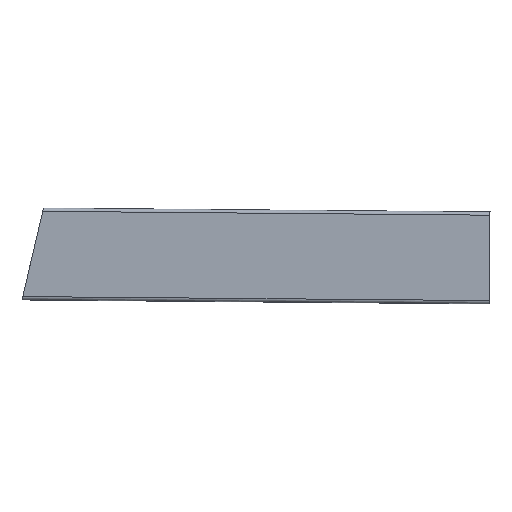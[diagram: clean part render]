
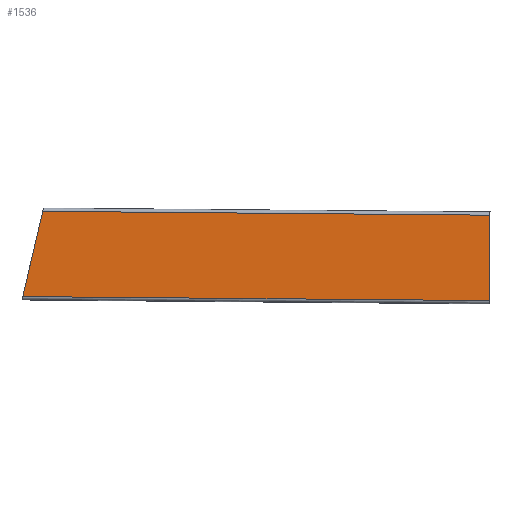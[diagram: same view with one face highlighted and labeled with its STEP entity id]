
A CAD part, top view. The second image highlights one B-rep face of the part: STEP entity #1536.
In plain terms, the highlighted planar face has unit normal (-0.001, 0, 1).
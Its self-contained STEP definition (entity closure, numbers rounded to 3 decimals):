
#24 = VERTEX_POINT('',#25);
#25 = CARTESIAN_POINT('',(-166.483,31.763,
    18.748));
#34 = PLANE('',#35);
#35 = AXIS2_PLACEMENT_3D('',#36,#37,#38);
#36 = CARTESIAN_POINT('',(-173.941,-0.674,-271.256
    ));
#37 = DIRECTION('',(0.974,-0.228,0.001));
#38 = DIRECTION('',(0.228,0.974,0.));
#48 = CYLINDRICAL_SURFACE('',#49,2.5);
#49 = AXIS2_PLACEMENT_3D('',#50,#51,#52);
#50 = CARTESIAN_POINT('',(173.825,28.843,
    16.423));
#51 = DIRECTION('',(-1.,0.009,
    -0.001));
#52 = DIRECTION('',(-0.001,0.,1.
    ));
#82 = EDGE_CURVE('',#83,#24,#85,.T.);
#83 = VERTEX_POINT('',#84);
#84 = CARTESIAN_POINT('',(-181.697,-33.109,18.74)
  );
#85 = SURFACE_CURVE('',#86,(#90,#97),.PCURVE_S1.);
#86 = LINE('',#87,#88);
#87 = CARTESIAN_POINT('',(-181.697,-33.109,18.74)
  );
#88 = VECTOR('',#89,1.);
#89 = DIRECTION('',(0.228,0.974,0.));
#90 = PCURVE('',#34,#91);
#91 = DEFINITIONAL_REPRESENTATION('',(#92),#96);
#92 = LINE('',#93,#94);
#93 = CARTESIAN_POINT('',(-33.316,290.));
#94 = VECTOR('',#95,1.);
#95 = DIRECTION('',(1.,0.));
#96 = ( GEOMETRIC_REPRESENTATION_CONTEXT(2) 
PARAMETRIC_REPRESENTATION_CONTEXT() REPRESENTATION_CONTEXT('2D SPACE',''
  ) );
#97 = PCURVE('',#98,#103);
#98 = PLANE('',#99);
#99 = AXIS2_PLACEMENT_3D('',#100,#101,#102);
#100 = CARTESIAN_POINT('',(173.266,-36.155,
    18.923));
#101 = DIRECTION('',(-0.001,0.,
    1.));
#102 = DIRECTION('',(0.009,1.,
    0.));
#103 = DEFINITIONAL_REPRESENTATION('',(#104),#108);
#104 = LINE('',#105,#106);
#105 = CARTESIAN_POINT('',(0.,354.976));
#106 = VECTOR('',#107,1.);
#107 = DIRECTION('',(0.976,-0.22));
#108 = ( GEOMETRIC_REPRESENTATION_CONTEXT(2) 
PARAMETRIC_REPRESENTATION_CONTEXT() REPRESENTATION_CONTEXT('2D SPACE',''
  ) );
#130 = CYLINDRICAL_SURFACE('',#131,2.5);
#131 = AXIS2_PLACEMENT_3D('',#132,#133,#134);
#132 = CARTESIAN_POINT('',(173.267,-36.155,
    16.423));
#133 = DIRECTION('',(-1.,0.009,
    -0.001));
#134 = DIRECTION('',(-0.001,0.,
    1.));
#673 = EDGE_CURVE('',#674,#24,#676,.T.);
#674 = VERTEX_POINT('',#675);
#675 = CARTESIAN_POINT('',(173.824,28.843,
    18.923));
#676 = SURFACE_CURVE('',#677,(#681,#710),.PCURVE_S1.);
#677 = LINE('',#678,#679);
#678 = CARTESIAN_POINT('',(173.824,28.843,
    18.923));
#679 = VECTOR('',#680,1.);
#680 = DIRECTION('',(-1.,0.009,
    -0.001));
#681 = PCURVE('',#48,#682);
#682 = DEFINITIONAL_REPRESENTATION('',(#683),#709);
#683 = B_SPLINE_CURVE_WITH_KNOTS('',3,(#684,#685,#686,#687,#688,#689,
    #690,#691,#692,#693,#694,#695,#696,#697,#698,#699,#700,#701,#702,
    #703,#704,#705,#706,#707,#708),.UNSPECIFIED.,.F.,.F.,(4,1,1,1,1,1,1,
    1,1,1,1,1,1,1,1,1,1,1,1,1,1,1,4),(0.,15.469,30.938
    ,46.407,61.876,77.345,92.814,
    108.283,123.752,139.221,154.691,
    170.16,185.629,201.098,216.567,
    232.036,247.505,262.974,278.443,
    293.912,309.381,324.85,340.319),
  .QUASI_UNIFORM_KNOTS.);
#684 = CARTESIAN_POINT('',(0.,0.));
#685 = CARTESIAN_POINT('',(0.,5.156));
#686 = CARTESIAN_POINT('',(0.,15.469));
#687 = CARTESIAN_POINT('',(0.,30.938));
#688 = CARTESIAN_POINT('',(0.,46.407));
#689 = CARTESIAN_POINT('',(0.,61.876));
#690 = CARTESIAN_POINT('',(0.,77.345));
#691 = CARTESIAN_POINT('',(0.,92.814));
#692 = CARTESIAN_POINT('',(0.,108.283));
#693 = CARTESIAN_POINT('',(0.,123.752));
#694 = CARTESIAN_POINT('',(0.,139.221));
#695 = CARTESIAN_POINT('',(0.,154.691));
#696 = CARTESIAN_POINT('',(0.,170.16));
#697 = CARTESIAN_POINT('',(0.,185.629));
#698 = CARTESIAN_POINT('',(0.,201.098));
#699 = CARTESIAN_POINT('',(0.,216.567));
#700 = CARTESIAN_POINT('',(0.,232.036));
#701 = CARTESIAN_POINT('',(0.,247.505));
#702 = CARTESIAN_POINT('',(0.,262.974));
#703 = CARTESIAN_POINT('',(0.,278.443));
#704 = CARTESIAN_POINT('',(0.,293.912));
#705 = CARTESIAN_POINT('',(0.,309.381));
#706 = CARTESIAN_POINT('',(0.,324.85));
#707 = CARTESIAN_POINT('',(0.,335.163));
#708 = CARTESIAN_POINT('',(0.,340.319));
#709 = ( GEOMETRIC_REPRESENTATION_CONTEXT(2) 
PARAMETRIC_REPRESENTATION_CONTEXT() REPRESENTATION_CONTEXT('2D SPACE',''
  ) );
#710 = PCURVE('',#98,#711);
#711 = DEFINITIONAL_REPRESENTATION('',(#712),#716);
#712 = LINE('',#713,#714);
#713 = CARTESIAN_POINT('',(65.,0.));
#714 = VECTOR('',#715,1.);
#715 = DIRECTION('',(0.,1.));
#716 = ( GEOMETRIC_REPRESENTATION_CONTEXT(2) 
PARAMETRIC_REPRESENTATION_CONTEXT() REPRESENTATION_CONTEXT('2D SPACE',''
  ) );
#755 = PLANE('',#756);
#756 = AXIS2_PLACEMENT_3D('',#757,#758,#759);
#757 = CARTESIAN_POINT('',(173.65,-3.657,
    -184.656));
#758 = DIRECTION('',(-1.,0.009,
    -0.001));
#759 = DIRECTION('',(-0.001,0.,
    1.));
#933 = VERTEX_POINT('',#934);
#934 = CARTESIAN_POINT('',(173.266,-36.155,
    18.923));
#978 = EDGE_CURVE('',#674,#933,#979,.T.);
#979 = SURFACE_CURVE('',#980,(#984,#991),.PCURVE_S1.);
#980 = LINE('',#981,#982);
#981 = CARTESIAN_POINT('',(173.824,28.843,
    18.923));
#982 = VECTOR('',#983,1.);
#983 = DIRECTION('',(-0.009,-1.,
    0.));
#984 = PCURVE('',#755,#985);
#985 = DEFINITIONAL_REPRESENTATION('',(#986),#990);
#986 = LINE('',#987,#988);
#987 = CARTESIAN_POINT('',(203.578,32.5));
#988 = VECTOR('',#989,1.);
#989 = DIRECTION('',(0.,-1.));
#990 = ( GEOMETRIC_REPRESENTATION_CONTEXT(2) 
PARAMETRIC_REPRESENTATION_CONTEXT() REPRESENTATION_CONTEXT('2D SPACE',''
  ) );
#991 = PCURVE('',#98,#992);
#992 = DEFINITIONAL_REPRESENTATION('',(#993),#997);
#993 = LINE('',#994,#995);
#994 = CARTESIAN_POINT('',(65.,0.));
#995 = VECTOR('',#996,1.);
#996 = DIRECTION('',(-1.,0.));
#997 = ( GEOMETRIC_REPRESENTATION_CONTEXT(2) 
PARAMETRIC_REPRESENTATION_CONTEXT() REPRESENTATION_CONTEXT('2D SPACE',''
  ) );
#1491 = EDGE_CURVE('',#83,#933,#1492,.T.);
#1492 = SURFACE_CURVE('',#1493,(#1497,#1526),.PCURVE_S1.);
#1493 = LINE('',#1494,#1495);
#1494 = CARTESIAN_POINT('',(-181.697,-33.109,
    18.74));
#1495 = VECTOR('',#1496,1.);
#1496 = DIRECTION('',(1.,-0.009,
    0.001));
#1497 = PCURVE('',#130,#1498);
#1498 = DEFINITIONAL_REPRESENTATION('',(#1499),#1525);
#1499 = B_SPLINE_CURVE_WITH_KNOTS('',3,(#1500,#1501,#1502,#1503,#1504,
    #1505,#1506,#1507,#1508,#1509,#1510,#1511,#1512,#1513,#1514,#1515,
    #1516,#1517,#1518,#1519,#1520,#1521,#1522,#1523,#1524),
  .UNSPECIFIED.,.F.,.F.,(4,1,1,1,1,1,1,1,1,1,1,1,1,1,1,1,1,1,1,1,1,1,4),
  (0.,16.135,32.271,48.406,64.541,
    80.676,96.812,112.947,129.082,
    145.218,161.353,177.488,193.623,
    209.759,225.894,242.029,258.165,
    274.3,290.435,306.57,322.706,
    338.841,354.976),.QUASI_UNIFORM_KNOTS.);
#1500 = CARTESIAN_POINT('',(6.283,354.976));
#1501 = CARTESIAN_POINT('',(6.283,349.598));
#1502 = CARTESIAN_POINT('',(6.283,338.841));
#1503 = CARTESIAN_POINT('',(6.283,322.706));
#1504 = CARTESIAN_POINT('',(6.283,306.57));
#1505 = CARTESIAN_POINT('',(6.283,290.435));
#1506 = CARTESIAN_POINT('',(6.283,274.3));
#1507 = CARTESIAN_POINT('',(6.283,258.165));
#1508 = CARTESIAN_POINT('',(6.283,242.029));
#1509 = CARTESIAN_POINT('',(6.283,225.894));
#1510 = CARTESIAN_POINT('',(6.283,209.759));
#1511 = CARTESIAN_POINT('',(6.283,193.623));
#1512 = CARTESIAN_POINT('',(6.283,177.488));
#1513 = CARTESIAN_POINT('',(6.283,161.353));
#1514 = CARTESIAN_POINT('',(6.283,145.218));
#1515 = CARTESIAN_POINT('',(6.283,129.082));
#1516 = CARTESIAN_POINT('',(6.283,112.947));
#1517 = CARTESIAN_POINT('',(6.283,96.812));
#1518 = CARTESIAN_POINT('',(6.283,80.676));
#1519 = CARTESIAN_POINT('',(6.283,64.541));
#1520 = CARTESIAN_POINT('',(6.283,48.406));
#1521 = CARTESIAN_POINT('',(6.283,32.271));
#1522 = CARTESIAN_POINT('',(6.283,16.135));
#1523 = CARTESIAN_POINT('',(6.283,5.378));
#1524 = CARTESIAN_POINT('',(6.283,0.));
#1525 = ( GEOMETRIC_REPRESENTATION_CONTEXT(2) 
PARAMETRIC_REPRESENTATION_CONTEXT() REPRESENTATION_CONTEXT('2D SPACE',''
  ) );
#1526 = PCURVE('',#98,#1527);
#1527 = DEFINITIONAL_REPRESENTATION('',(#1528),#1532);
#1528 = LINE('',#1529,#1530);
#1529 = CARTESIAN_POINT('',(0.,354.976));
#1530 = VECTOR('',#1531,1.);
#1531 = DIRECTION('',(0.,-1.));
#1532 = ( GEOMETRIC_REPRESENTATION_CONTEXT(2) 
PARAMETRIC_REPRESENTATION_CONTEXT() REPRESENTATION_CONTEXT('2D SPACE',''
  ) );
#1536 = ADVANCED_FACE('',(#1537),#98,.T.);
#1537 = FACE_BOUND('',#1538,.F.);
#1538 = EDGE_LOOP('',(#1539,#1540,#1541,#1542));
#1539 = ORIENTED_EDGE('',*,*,#978,.T.);
#1540 = ORIENTED_EDGE('',*,*,#1491,.F.);
#1541 = ORIENTED_EDGE('',*,*,#82,.T.);
#1542 = ORIENTED_EDGE('',*,*,#673,.F.);
